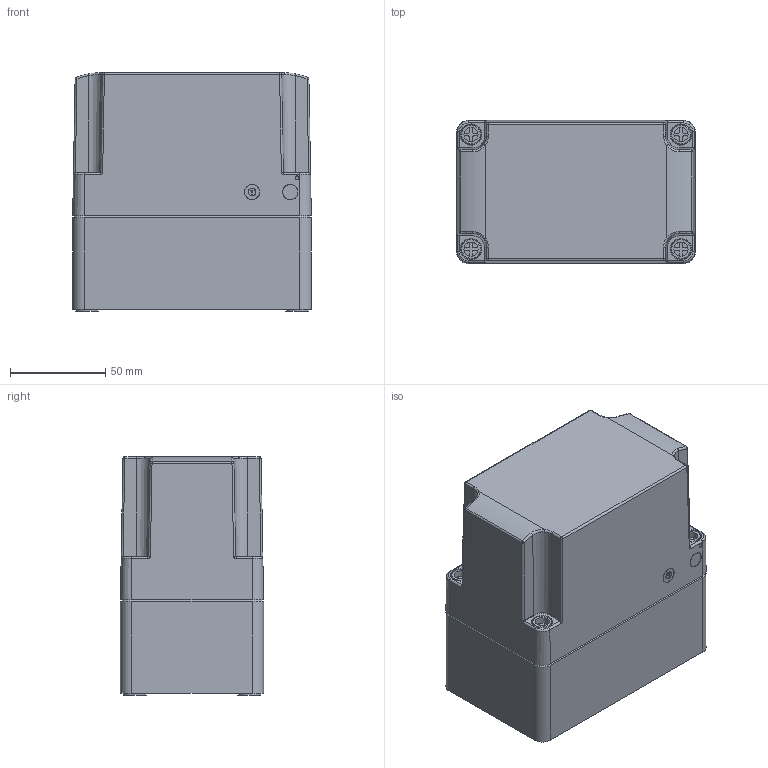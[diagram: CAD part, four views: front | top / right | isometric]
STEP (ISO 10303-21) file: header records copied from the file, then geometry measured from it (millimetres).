
FILE_DESCRIPTION(('CATIA V5R24 STEP','CAx-IF Rec.Pracs.--- Model Styling and Organization---1.2---2011-12-15'),'2;1');
FILE_NAME ('D1465045_0_9535220000_9535220000.stp','2018-09-18T05:30:44+00:00',('none'),('Weidmueller'),'CATIA Version 5-6 Release 2014 SP4 HF52','CATIA V5 STEP AP214','none');
FILE_SCHEMA(('AUTOMOTIVE_DESIGN { 1 0 10303 214 1 1 1 1 }'));
Length unit declared in the file: millimetre
Products named in the file (1): MPC_07-12-12_trsp
Bounding box: 125 x 75 x 125 mm (x, y, z)
Volume: 227966.8 mm3; surface area: 146987.3 mm2
Topology: 6 solids, 6 shells, 869 faces, 2177 edges, 1374 vertices
Faces by surface type: plane 359, cylinder 256, torus 144, cone 86, bspline 16, sphere 8
Entity records: 26707 total; most frequent: CARTESIAN_POINT 7076, ORIENTED_EDGE 4354, DIRECTION 3219, EDGE_CURVE 2177, AXIS2_PLACEMENT_3D 1548, VERTEX_POINT 1374, VECTOR 1002, LINE 1002
